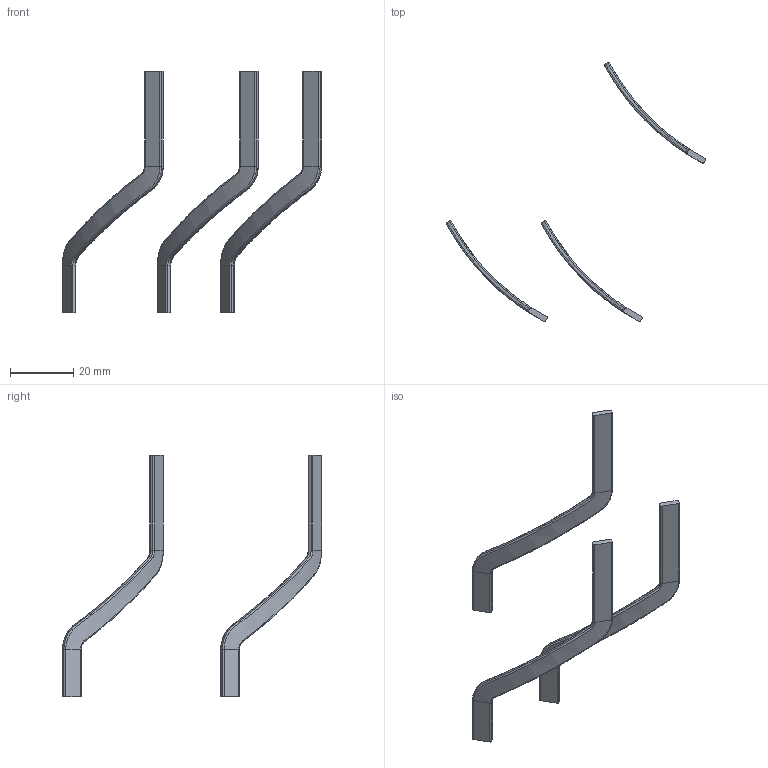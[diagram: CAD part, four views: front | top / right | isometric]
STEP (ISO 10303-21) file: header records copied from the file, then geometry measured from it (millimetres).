
FILE_DESCRIPTION(/* description */ (''),/* implementation_level */ '2;1');
FILE_NAME(/* name */ 'component and solids.step',/* time_stamp */ '2021-08-05T11:02:07+02:00',/* author */ (''),/* organization */ (''),/* preprocessor_version */ 'ST-DEVELOPER v18.1',/* originating_system */ 'Autodesk Translation Framework v10.9.0.1377',/* authorisation */ '');
FILE_SCHEMA (('AUTOMOTIVE_DESIGN { 1 0 10303 214 3 1 1 }'));
Length unit declared in the file: millimetre
Products named in the file (2): (Nicht gespeichert); drahtcomponent
Assembly tree (2 placements, depth 2):
  (Nicht gespeichert)
    drahtcomponent  x2
Bounding box: 81.89 x 81.89 x 76.25 mm (x, y, z)
Volume: 2988.2 mm3; surface area: 4394.3 mm2
Topology: 3 solids, 3 shells, 78 faces, 171 edges, 99 vertices
Faces by surface type: plane 30, cylinder 24, bspline 24
Entity records: 2551 total; most frequent: CARTESIAN_POINT 1420, ORIENTED_EDGE 228, DIRECTION 212, EDGE_CURVE 114, AXIS2_PLACEMENT_3D 74, VERTEX_POINT 66, LINE 64, VECTOR 64
